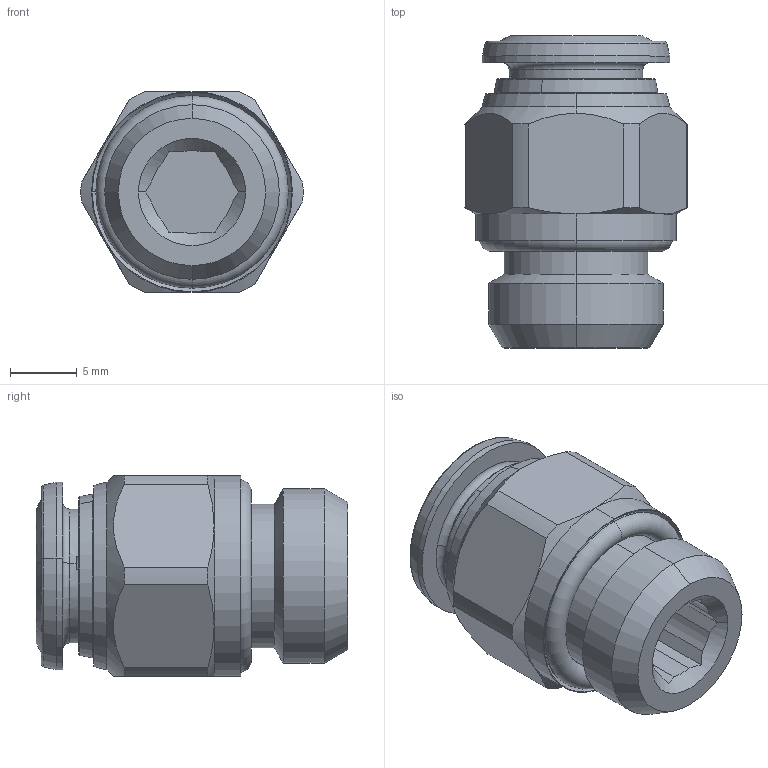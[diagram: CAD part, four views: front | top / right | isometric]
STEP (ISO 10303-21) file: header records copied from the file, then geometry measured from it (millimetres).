
FILE_DESCRIPTION (( 'STEP AP214' ), '1' );
FILE_NAME ('PC08-G02_ICK.STEP', '2018-09-03T13:22:43', ( '' ), ( '' ), 'SwSTEP 2.0', 'SolidWorks 2018', '' );
FILE_SCHEMA (( 'AUTOMOTIVE_DESIGN' ));
Length unit declared in the file: millimetre
Products named in the file (1): PC08-G02_ICK
Bounding box: 16.59 x 23.3 x 15 mm (x, y, z)
Volume: 3046.8 mm3; surface area: 1938.3 mm2
Topology: 1 solids, 1 shells, 105 faces, 256 edges, 158 vertices
Faces by surface type: plane 33, cone 30, cylinder 24, torus 18
Entity records: 3537 total; most frequent: CARTESIAN_POINT 917, DIRECTION 566, ORIENTED_EDGE 512, EDGE_CURVE 256, AXIS2_PLACEMENT_3D 236, VERTEX_POINT 158, CIRCLE 130, EDGE_LOOP 114
